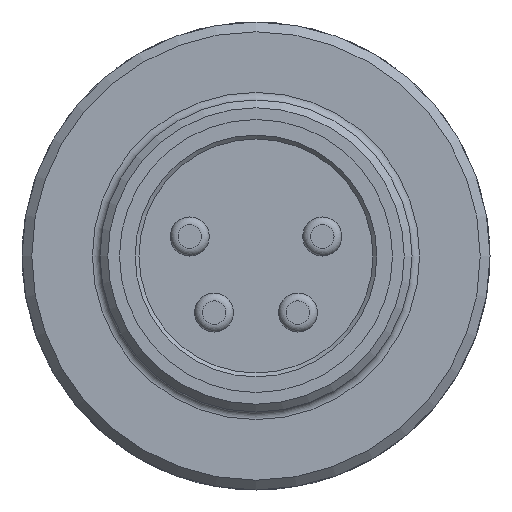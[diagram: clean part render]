
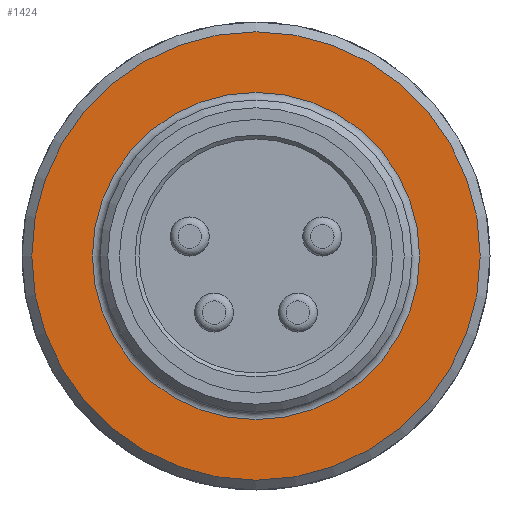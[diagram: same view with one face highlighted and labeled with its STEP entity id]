
A CAD part, front view. The second image highlights one B-rep face of the part: STEP entity #1424.
In plain terms, the highlighted planar face has unit normal (0, -1, 0).
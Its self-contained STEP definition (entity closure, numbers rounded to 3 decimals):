
#69=PLANE($,#1577);
#271=FACE_BOUND($,#441,.T.);
#313=FACE_OUTER_BOUND($,#440,.T.);
#440=EDGE_LOOP($,(#1033));
#441=EDGE_LOOP($,(#1034));
#558=CIRCLE($,#1547,5.75);
#559=CIRCLE($,#1549,4.195);
#660=VERTEX_POINT($,#2242);
#661=VERTEX_POINT($,#2245);
#800=EDGE_CURVE($,#660,#660,#558,.T.);
#801=EDGE_CURVE($,#661,#661,#559,.T.);
#1033=ORIENTED_EDGE($,*,*,#800,.F.);
#1034=ORIENTED_EDGE($,*,*,#801,.T.);
#1424=ADVANCED_FACE($,(#313,#271),#69,.T.);
#1547=AXIS2_PLACEMENT_3D($,#2243,#1800,#1801);
#1549=AXIS2_PLACEMENT_3D($,#2246,#1804,#1805);
#1577=AXIS2_PLACEMENT_3D($,#2288,#1860,#1861);
#1800=DIRECTION('center_axis',(0.,1.,0.));
#1801=DIRECTION('ref_axis',(0.,0.,1.));
#1804=DIRECTION('center_axis',(0.,1.,0.));
#1805=DIRECTION('ref_axis',(0.,0.,1.));
#1860=DIRECTION('center_axis',(0.,-1.,0.));
#1861=DIRECTION('ref_axis',(0.,0.,-1.));
#2242=CARTESIAN_POINT('',(0.,-5.1,-5.75));
#2243=CARTESIAN_POINT('Origin',(0.,-5.1,0.));
#2245=CARTESIAN_POINT('',(0.,-5.1,4.195));
#2246=CARTESIAN_POINT('Origin',(0.,-5.1,0.));
#2288=CARTESIAN_POINT('Origin',(0.,-5.1,4.973));
